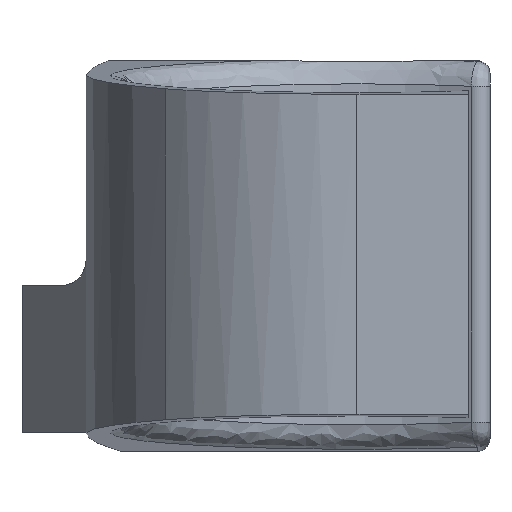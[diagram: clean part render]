
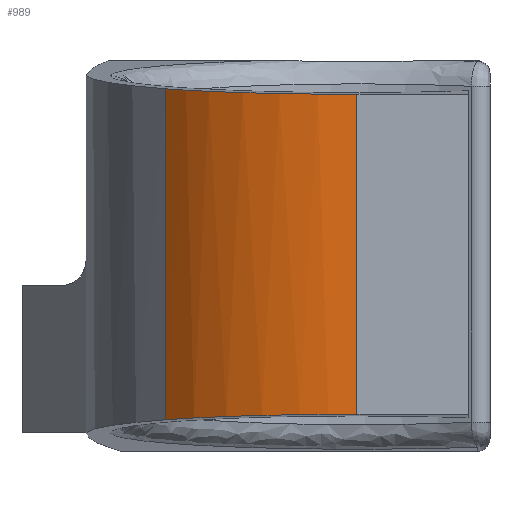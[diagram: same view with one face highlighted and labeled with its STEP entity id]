
A CAD part, front view. The second image highlights one B-rep face of the part: STEP entity #989.
In plain terms, the highlighted cylindrical face has radius 9.824 mm (diameter 19.649 mm), a partial arc.
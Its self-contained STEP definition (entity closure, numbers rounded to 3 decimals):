
#42=ELLIPSE('',#1082,9.847,9.824);
#47=ELLIPSE('',#1104,9.847,9.824);
#114=CYLINDRICAL_SURFACE('',#1108,9.824);
#168=FACE_OUTER_BOUND('',#225,.T.);
#225=EDGE_LOOP('',(#924,#925,#926,#927));
#301=LINE('',#2135,#376);
#302=LINE('',#2137,#377);
#376=VECTOR('',#1378,10.);
#377=VECTOR('',#1381,10.);
#483=VERTEX_POINT('',#2053);
#484=VERTEX_POINT('',#2055);
#501=VERTEX_POINT('',#2126);
#502=VERTEX_POINT('',#2128);
#610=EDGE_CURVE('',#484,#483,#42,.T.);
#642=EDGE_CURVE('',#502,#501,#47,.T.);
#645=EDGE_CURVE('',#484,#501,#301,.T.);
#646=EDGE_CURVE('',#483,#502,#302,.T.);
#924=ORIENTED_EDGE('',*,*,#646,.T.);
#925=ORIENTED_EDGE('',*,*,#642,.T.);
#926=ORIENTED_EDGE('',*,*,#645,.F.);
#927=ORIENTED_EDGE('',*,*,#610,.T.);
#989=ADVANCED_FACE('',(#168),#114,.T.);
#1082=AXIS2_PLACEMENT_3D('',#2056,#1303,#1304);
#1104=AXIS2_PLACEMENT_3D('',#2129,#1368,#1369);
#1108=AXIS2_PLACEMENT_3D('',#2136,#1379,#1380);
#1303=DIRECTION('center_axis',(0.,0.067,0.998));
#1304=DIRECTION('ref_axis',(0.,-0.998,0.067));
#1368=DIRECTION('center_axis',(0.,0.067,-0.998));
#1369=DIRECTION('ref_axis',(0.,-0.998,-0.067));
#1378=DIRECTION('',(0.,0.,1.));
#1379=DIRECTION('center_axis',(0.,0.,1.));
#1380=DIRECTION('ref_axis',(-0.742,-0.671,0.));
#1381=DIRECTION('',(0.,0.,1.));
#2053=CARTESIAN_POINT('',(0.,-11.,3.5));
#2055=CARTESIAN_POINT('',(-7.778,-7.778,3.282));
#2056=CARTESIAN_POINT('Origin',(-0.492,-1.188,2.837));
#2126=CARTESIAN_POINT('',(-7.778,-7.778,16.718));
#2128=CARTESIAN_POINT('',(0.,-11.,16.5));
#2129=CARTESIAN_POINT('Origin',(-0.492,-1.188,17.163));
#2135=CARTESIAN_POINT('',(-7.778,-7.778,0.));
#2136=CARTESIAN_POINT('Origin',(-0.492,-1.188,0.));
#2137=CARTESIAN_POINT('',(0.,-11.,0.));
